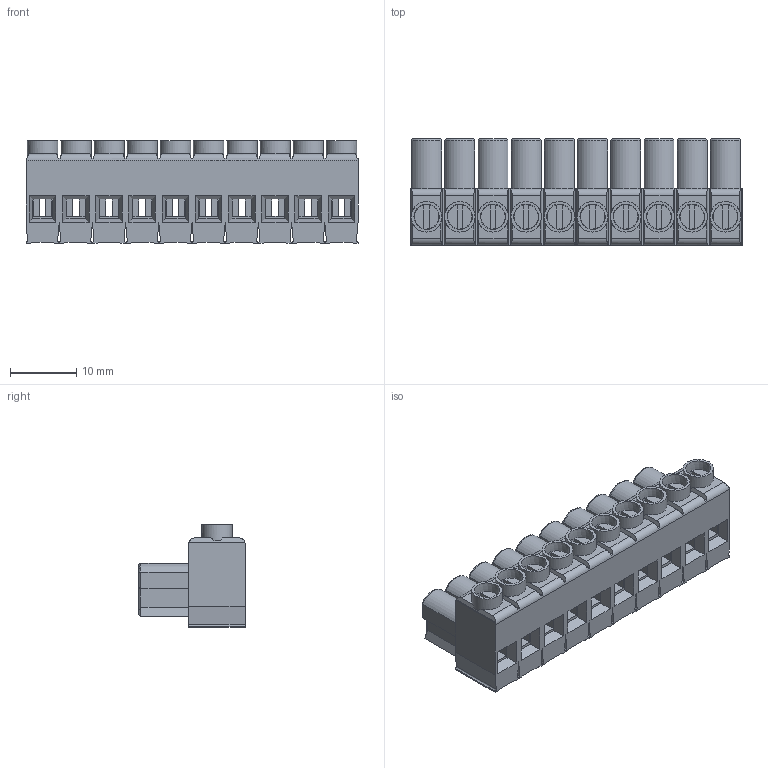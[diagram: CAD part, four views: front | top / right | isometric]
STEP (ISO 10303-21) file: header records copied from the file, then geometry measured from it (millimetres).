
FILE_DESCRIPTION(/* description */ ('Unknown'),/* implementation_level */ '2;1');
FILE_NAME(/* name */ '691385700010',/* time_stamp */ '2016-06-14T16:22:04+02:00',/* author */ ('Unknown'),/* organization */ ('Unknown'),/* preprocessor_version */ 'ST-DEVELOPER v16.7',/* originating_system */ 'DEX',/* authorisation */ $);
FILE_SCHEMA (('AUTOMOTIVE_DESIGN {1 0 10303 214 3 1 1}'));
Length unit declared in the file: millimetre
Products named in the file (1): 691385700010
Bounding box: 50 x 16 x 15.5 mm (x, y, z)
Volume: 6466.6 mm3; surface area: 7236.3 mm2
Topology: 1 solids, 1 shells, 751 faces, 2057 edges, 1318 vertices
Faces by surface type: plane 528, cylinder 203, cone 10, torus 10
Full cylindrical faces by diameter (mm): 4.6 x10
Entity records: 29344 total; most frequent: CARTESIAN_POINT 4787, ORIENTED_EDGE 4034, DIRECTION 4017, EDGE_CURVE 2017, LINE 1481, VECTOR 1481, VERTEX_POINT 1298, AXIS2_PLACEMENT_3D 1268
